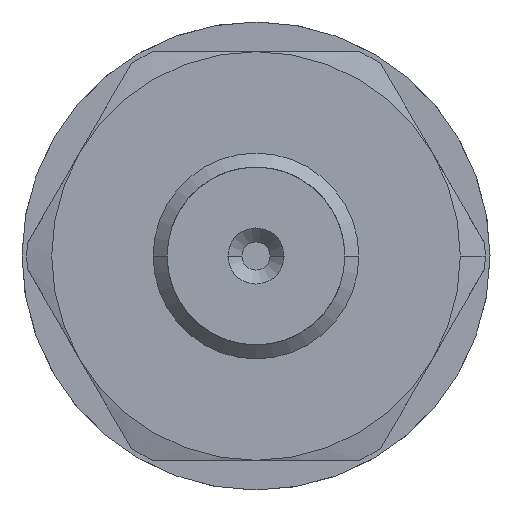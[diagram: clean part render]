
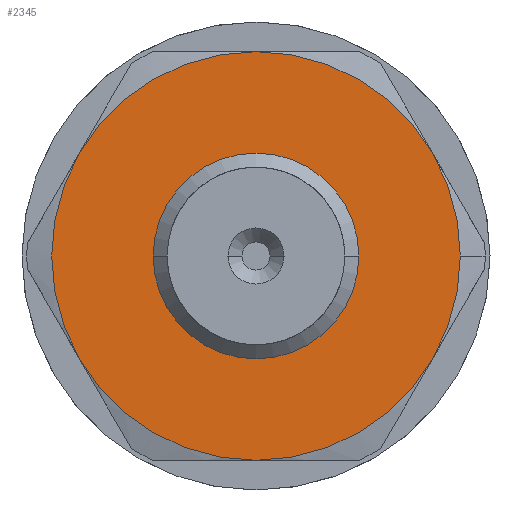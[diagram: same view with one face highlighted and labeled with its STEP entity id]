
A CAD part, left-side view. The second image highlights one B-rep face of the part: STEP entity #2345.
In plain terms, the highlighted planar face has unit normal (-1, 0, 0).
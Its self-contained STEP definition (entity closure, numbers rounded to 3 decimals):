
#110 = CARTESIAN_POINT ( 'NONE',  ( 11., 0., 0. ) ) ;
#160 = AXIS2_PLACEMENT_3D ( 'NONE', #2388, #7003, #1115 ) ;
#478 = DIRECTION ( 'NONE',  ( 0., 0.866, -0.5 ) ) ;
#582 = CARTESIAN_POINT ( 'NONE',  ( 11., -9.461, 5.463 ) ) ;
#777 = EDGE_CURVE ( 'NONE', #4901, #5405, #4422, .T. ) ;
#829 = AXIS2_PLACEMENT_3D ( 'NONE', #8426, #4461, #6424 ) ;
#981 = DIRECTION ( 'NONE',  ( -1., 0., 0. ) ) ;
#1042 = DIRECTION ( 'NONE',  ( -1., 0., 0. ) ) ;
#1084 = CARTESIAN_POINT ( 'NONE',  ( 11., 9.461, -5.463 ) ) ;
#1115 = DIRECTION ( 'NONE',  ( 0., 0., -1. ) ) ;
#1126 = ORIENTED_EDGE ( 'NONE', *, *, #3205, .T. ) ;
#1232 = EDGE_LOOP ( 'NONE', ( #3355, #5988 ) ) ;
#1575 = AXIS2_PLACEMENT_3D ( 'NONE', #7727, #5702, #3007 ) ;
#1596 = CARTESIAN_POINT ( 'NONE',  ( 11., -10.925, 0. ) ) ;
#1652 = FACE_BOUND ( 'NONE', #1232, .T. ) ;
#1661 = EDGE_CURVE ( 'NONE', #7972, #4901, #2138, .T. ) ;
#2138 = CIRCLE ( 'NONE', #1575, 10.925 ) ;
#2342 = CARTESIAN_POINT ( 'NONE',  ( 11., 0., 0. ) ) ;
#2345 = ADVANCED_FACE ( 'NONE', ( #1652, #8319 ), #2392, .F. ) ;
#2358 = AXIS2_PLACEMENT_3D ( 'NONE', #4902, #981, #4117 ) ;
#2370 = CIRCLE ( 'NONE', #829, 5.5 ) ;
#2388 = CARTESIAN_POINT ( 'NONE',  ( 11., 0., 0. ) ) ;
#2392 = PLANE ( 'NONE',  #4221 ) ;
#2429 = EDGE_LOOP ( 'NONE', ( #1126, #6936, #4948, #5901, #7305, #4107, #6203 ) ) ;
#2578 = CARTESIAN_POINT ( 'NONE',  ( 11., 0., 0. ) ) ;
#2679 = CARTESIAN_POINT ( 'NONE',  ( 11., 0., -10.925 ) ) ;
#2906 = CIRCLE ( 'NONE', #3193, 5.5 ) ;
#3007 = DIRECTION ( 'NONE',  ( 0., -0.866, 0.5 ) ) ;
#3015 = DIRECTION ( 'NONE',  ( -1., 0., 0. ) ) ;
#3071 = AXIS2_PLACEMENT_3D ( 'NONE', #6335, #3015, #4505 ) ;
#3089 = CIRCLE ( 'NONE', #3630, 10.925 ) ;
#3193 = AXIS2_PLACEMENT_3D ( 'NONE', #2578, #5233, #7183 ) ;
#3205 = EDGE_CURVE ( 'NONE', #7022, #6372, #3089, .T. ) ;
#3275 = DIRECTION ( 'NONE',  ( -1., 0., 0. ) ) ;
#3307 = AXIS2_PLACEMENT_3D ( 'NONE', #7625, #1042, #6225 ) ;
#3355 = ORIENTED_EDGE ( 'NONE', *, *, #4513, .F. ) ;
#3364 = CIRCLE ( 'NONE', #160, 10.925 ) ;
#3630 = AXIS2_PLACEMENT_3D ( 'NONE', #4496, #3275, #478 ) ;
#3688 = EDGE_CURVE ( 'NONE', #3819, #7972, #4569, .T. ) ;
#3710 = CARTESIAN_POINT ( 'NONE',  ( 11., 5.5, 0. ) ) ;
#3819 = VERTEX_POINT ( 'NONE', #1596 ) ;
#4107 = ORIENTED_EDGE ( 'NONE', *, *, #777, .T. ) ;
#4117 = DIRECTION ( 'NONE',  ( 0., 0., 1. ) ) ;
#4221 = AXIS2_PLACEMENT_3D ( 'NONE', #2342, #4356, #7484 ) ;
#4356 = DIRECTION ( 'NONE',  ( 1., 0., 0. ) ) ;
#4422 = CIRCLE ( 'NONE', #2358, 10.925 ) ;
#4461 = DIRECTION ( 'NONE',  ( -1., 0., 0. ) ) ;
#4496 = CARTESIAN_POINT ( 'NONE',  ( 11., 0., 0. ) ) ;
#4505 = DIRECTION ( 'NONE',  ( 0., -0.866, -0.5 ) ) ;
#4513 = EDGE_CURVE ( 'NONE', #6499, #7915, #2906, .T. ) ;
#4569 = CIRCLE ( 'NONE', #8467, 10.925 ) ;
#4901 = VERTEX_POINT ( 'NONE', #5474 ) ;
#4902 = CARTESIAN_POINT ( 'NONE',  ( 11., 0., 0. ) ) ;
#4948 = ORIENTED_EDGE ( 'NONE', *, *, #6495, .T. ) ;
#5233 = DIRECTION ( 'NONE',  ( -1., 0., 0. ) ) ;
#5405 = VERTEX_POINT ( 'NONE', #6040 ) ;
#5474 = CARTESIAN_POINT ( 'NONE',  ( 11., 0., 10.925 ) ) ;
#5589 = EDGE_CURVE ( 'NONE', #7915, #6499, #2370, .T. ) ;
#5702 = DIRECTION ( 'NONE',  ( -1., 0., 0. ) ) ;
#5868 = EDGE_CURVE ( 'NONE', #5405, #7022, #6376, .T. ) ;
#5901 = ORIENTED_EDGE ( 'NONE', *, *, #3688, .T. ) ;
#5988 = ORIENTED_EDGE ( 'NONE', *, *, #5589, .F. ) ;
#6040 = CARTESIAN_POINT ( 'NONE',  ( 11., 9.461, 5.462 ) ) ;
#6054 = DIRECTION ( 'NONE',  ( 0., -0.866, -0.5 ) ) ;
#6131 = DIRECTION ( 'NONE',  ( -1., 0., 0. ) ) ;
#6203 = ORIENTED_EDGE ( 'NONE', *, *, #5868, .T. ) ;
#6225 = DIRECTION ( 'NONE',  ( 0., 0.866, 0.5 ) ) ;
#6335 = CARTESIAN_POINT ( 'NONE',  ( 11., 0., 0. ) ) ;
#6372 = VERTEX_POINT ( 'NONE', #2679 ) ;
#6376 = CIRCLE ( 'NONE', #3307, 10.925 ) ;
#6392 = VERTEX_POINT ( 'NONE', #7376 ) ;
#6424 = DIRECTION ( 'NONE',  ( 0., 1., 0. ) ) ;
#6495 = EDGE_CURVE ( 'NONE', #6392, #3819, #7670, .T. ) ;
#6499 = VERTEX_POINT ( 'NONE', #7106 ) ;
#6936 = ORIENTED_EDGE ( 'NONE', *, *, #7453, .T. ) ;
#7003 = DIRECTION ( 'NONE',  ( -1., 0., 0. ) ) ;
#7022 = VERTEX_POINT ( 'NONE', #1084 ) ;
#7106 = CARTESIAN_POINT ( 'NONE',  ( 11., -5.5, 0. ) ) ;
#7183 = DIRECTION ( 'NONE',  ( 0., -1., 0. ) ) ;
#7305 = ORIENTED_EDGE ( 'NONE', *, *, #1661, .T. ) ;
#7376 = CARTESIAN_POINT ( 'NONE',  ( 11., -9.461, -5.462 ) ) ;
#7453 = EDGE_CURVE ( 'NONE', #6372, #6392, #3364, .T. ) ;
#7484 = DIRECTION ( 'NONE',  ( 0., 1., 0. ) ) ;
#7625 = CARTESIAN_POINT ( 'NONE',  ( 11., 0., 0. ) ) ;
#7670 = CIRCLE ( 'NONE', #3071, 10.925 ) ;
#7727 = CARTESIAN_POINT ( 'NONE',  ( 11., 0., 0. ) ) ;
#7915 = VERTEX_POINT ( 'NONE', #3710 ) ;
#7972 = VERTEX_POINT ( 'NONE', #582 ) ;
#8319 = FACE_OUTER_BOUND ( 'NONE', #2429, .T. ) ;
#8426 = CARTESIAN_POINT ( 'NONE',  ( 11., 0., 0. ) ) ;
#8467 = AXIS2_PLACEMENT_3D ( 'NONE', #110, #6131, #6054 ) ;
